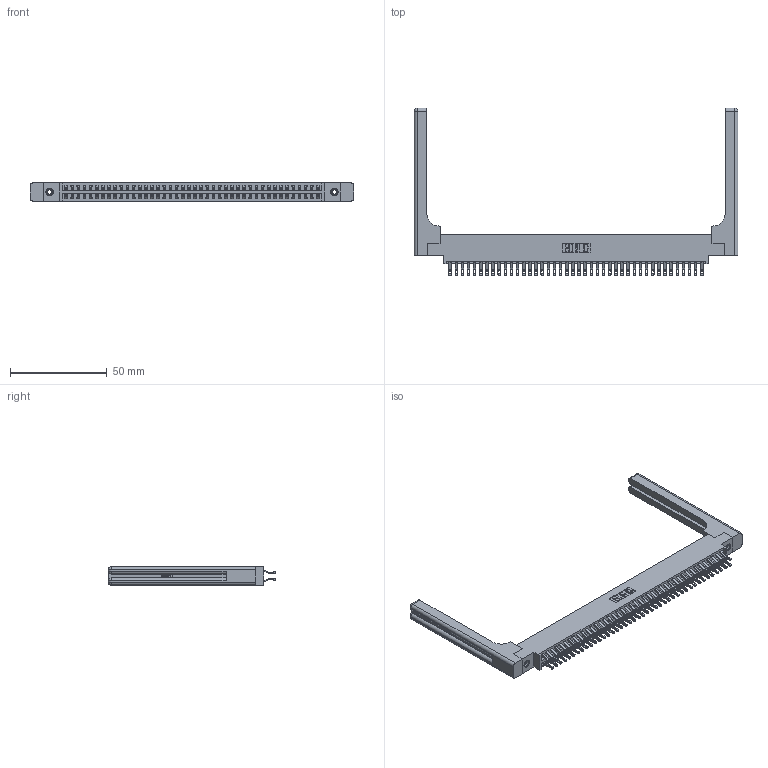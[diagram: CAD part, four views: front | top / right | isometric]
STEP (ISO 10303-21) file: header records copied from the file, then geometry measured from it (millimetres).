
FILE_DESCRIPTION (( 'STEP AP203' ), '1' );
FILE_NAME ('346-084-555-858.STEP', '2022-05-25T20:34:19', ( '' ), ( '' ), 'SwSTEP 2.0', 'SolidWorks 2020', '' );
FILE_SCHEMA (( 'CONFIG_CONTROL_DESIGN' ));
Length unit declared in the file: inch
Products named in the file (5): 345-250-001_345-250-001-102; 346 Part_0.170 Offset - 0.156 Dia-TH; 345-292-001_555 Tail; 346-084-555-858; 346-220-058_345-220-058
Assembly tree (89 placements, depth 2):
  346-084-555-858
    346 Part_0.170 Offset - 0.156 Dia-TH
    345-292-001_555 Tail  x84
    345-250-001_345-250-001-102  x2
    346-220-058_345-220-058  x2
Bounding box: 167.41 x 86.74 x 9.4 mm (x, y, z)
Volume: 23889.9 mm3; surface area: 28592.4 mm2
Topology: 89 solids, 89 shells, 5268 faces, 16415 edges, 10922 vertices
Faces by surface type: plane 3014, cylinder 2194, bspline 36, cone 12, sphere 8, torus 4
Entity records: 33466 total; most frequent: CARTESIAN_POINT 6565, ORIENTED_EDGE 5264, DIRECTION 4736, EDGE_CURVE 2632, VECTOR 2220, LINE 2220, VERTEX_POINT 1746, AXIS2_PLACEMENT_3D 1258
